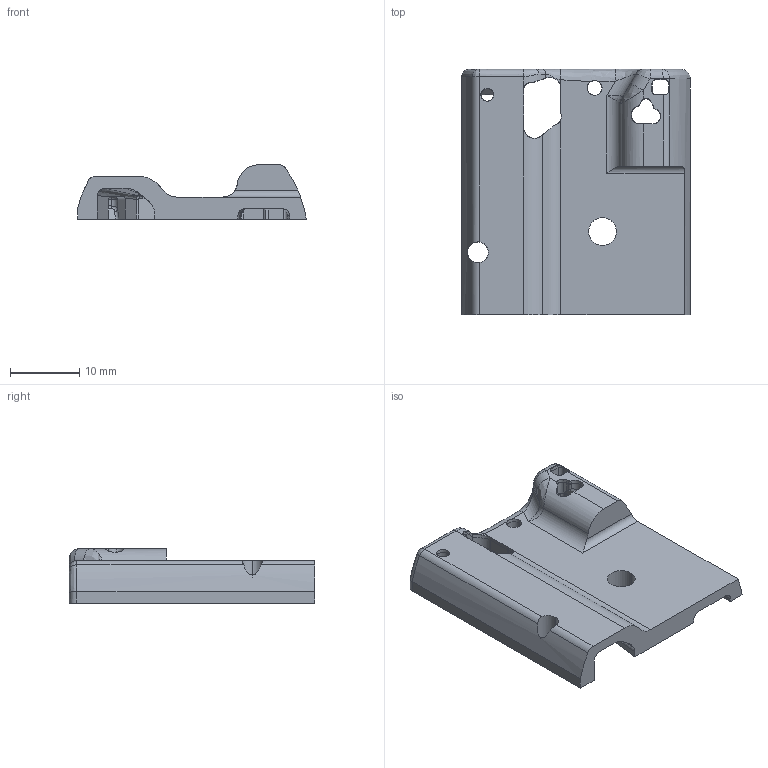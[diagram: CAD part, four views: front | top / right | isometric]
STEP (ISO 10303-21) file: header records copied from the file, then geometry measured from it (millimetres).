
FILE_DESCRIPTION (( 'STEP AP214' ), '1' );
FILE_NAME ('bau0167353355.step', '2022-02-03T14:19:46', ( '' ), ( '' ), 'SwSTEP 2.0', 'SolidWorks 2019', '' );
FILE_SCHEMA (( 'AUTOMOTIVE_DESIGN' ));
Length unit declared in the file: millimetre
Products named in the file (1): bau0167353355
Bounding box: 32.97 x 35.44 x 7.85 mm (x, y, z)
Volume: 3409.8 mm3; surface area: 3488.4 mm2
Topology: 1 solids, 1 shells, 284 faces, 811 edges, 516 vertices
Faces by surface type: bspline 133, cylinder 75, plane 59, cone 10, torus 5, sphere 2
Entity records: 14478 total; most frequent: CARTESIAN_POINT 8316, ORIENTED_EDGE 1612, EDGE_CURVE 806, DIRECTION 803, VERTEX_POINT 516, B_SPLINE_CURVE_WITH_KNOTS 384, EDGE_LOOP 290, FACE_OUTER_BOUND 284
